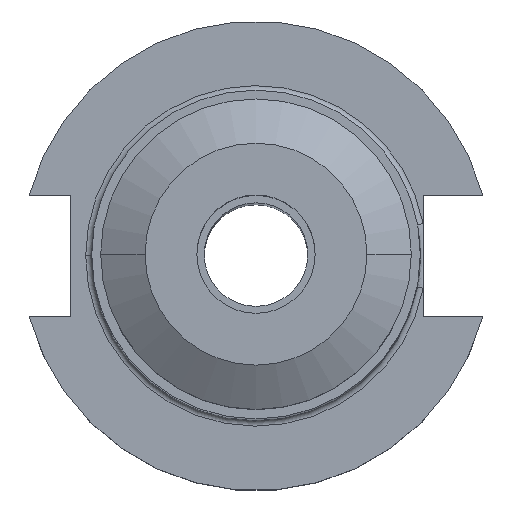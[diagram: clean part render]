
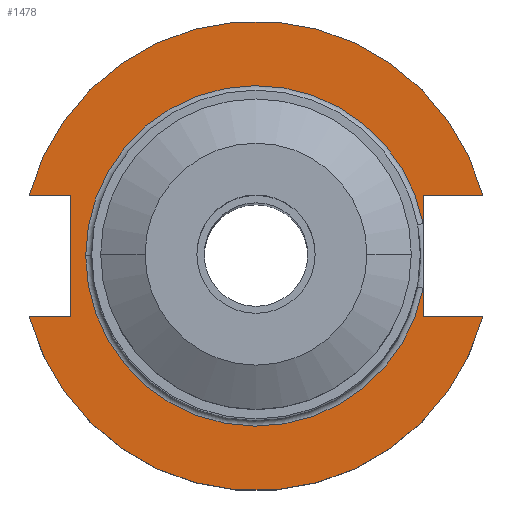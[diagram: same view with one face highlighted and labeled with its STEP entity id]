
A CAD part, top view. The second image highlights one B-rep face of the part: STEP entity #1478.
In plain terms, the highlighted planar face has unit normal (0, 0, 1).
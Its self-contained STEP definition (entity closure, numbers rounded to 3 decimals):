
#8 = CARTESIAN_POINT ( 'NONE',  ( 22.606, -4.373, 19.05 ) ) ;
#80 = CARTESIAN_POINT ( 'NONE',  ( 22.606, 22.225, 19.05 ) ) ;
#88 = EDGE_CURVE ( 'NONE', #1844, #1817, #1674, .T. ) ;
#89 = CARTESIAN_POINT ( 'NONE',  ( -25.091, -8.191, 19.05 ) ) ;
#97 = DIRECTION ( 'NONE',  ( 0., 1., 0. ) ) ;
#140 = CARTESIAN_POINT ( 'NONE',  ( 22.606, 8.191, 19.05 ) ) ;
#147 = LINE ( 'NONE', #80, #1152 ) ;
#178 = CARTESIAN_POINT ( 'NONE',  ( -23.025, 0., 19.05 ) ) ;
#206 = EDGE_CURVE ( 'NONE', #1115, #1817, #1493, .T. ) ;
#217 = DIRECTION ( 'NONE',  ( 1., 0., 0. ) ) ;
#243 = DIRECTION ( 'NONE',  ( -1., 0., 0. ) ) ;
#291 = EDGE_CURVE ( 'NONE', #1387, #1822, #147, .T. ) ;
#323 = FACE_OUTER_BOUND ( 'NONE', #785, .T. ) ;
#388 = VECTOR ( 'NONE', #1329, 1000. ) ;
#390 = ORIENTED_EDGE ( 'NONE', *, *, #88, .F. ) ;
#397 = DIRECTION ( 'NONE',  ( 0., 0., -1. ) ) ;
#400 = CARTESIAN_POINT ( 'NONE',  ( 0., -8.191, 19.05 ) ) ;
#478 = CARTESIAN_POINT ( 'NONE',  ( 22.606, 4.373, 19.05 ) ) ;
#508 = AXIS2_PLACEMENT_3D ( 'NONE', #532, #397, #1398 ) ;
#532 = CARTESIAN_POINT ( 'NONE',  ( 0., 0., 19.05 ) ) ;
#557 = VECTOR ( 'NONE', #1222, 1000. ) ;
#594 = DIRECTION ( 'NONE',  ( 1., 0., 0. ) ) ;
#608 = VERTEX_POINT ( 'NONE', #178 ) ;
#614 = LINE ( 'NONE', #400, #1368 ) ;
#623 = CARTESIAN_POINT ( 'NONE',  ( 0., 22.225, 19.05 ) ) ;
#626 = EDGE_CURVE ( 'NONE', #1634, #1279, #858, .T. ) ;
#633 = ORIENTED_EDGE ( 'NONE', *, *, #780, .T. ) ;
#679 = CIRCLE ( 'NONE', #508, 23.025 ) ;
#728 = CARTESIAN_POINT ( 'NONE',  ( -61.091, -8.191, 19.05 ) ) ;
#745 = EDGE_CURVE ( 'NONE', #1822, #608, #1847, .T. ) ;
#780 = EDGE_CURVE ( 'NONE', #1844, #790, #1542, .T. ) ;
#785 = EDGE_LOOP ( 'NONE', ( #1541, #1420, #1720, #1482, #390, #633, #1235, #1830, #1503, #889, #1330 ) ) ;
#790 = VERTEX_POINT ( 'NONE', #1242 ) ;
#806 = CARTESIAN_POINT ( 'NONE',  ( 22.606, -8.191, 19.05 ) ) ;
#808 = CARTESIAN_POINT ( 'NONE',  ( -30.675, -8.191, 19.05 ) ) ;
#816 = VERTEX_POINT ( 'NONE', #808 ) ;
#855 = EDGE_CURVE ( 'NONE', #608, #1115, #679, .T. ) ;
#858 = LINE ( 'NONE', #1372, #557 ) ;
#863 = LINE ( 'NONE', #728, #1158 ) ;
#867 = VERTEX_POINT ( 'NONE', #1523 ) ;
#889 = ORIENTED_EDGE ( 'NONE', *, *, #1110, .T. ) ;
#891 = AXIS2_PLACEMENT_3D ( 'NONE', #1196, #1025, #594 ) ;
#905 = CARTESIAN_POINT ( 'NONE',  ( 22.606, 22.225, 19.05 ) ) ;
#917 = DIRECTION ( 'NONE',  ( -1., 0., 0. ) ) ;
#978 = EDGE_CURVE ( 'NONE', #1387, #867, #614, .T. ) ;
#1025 = DIRECTION ( 'NONE',  ( 0., 0., 1. ) ) ;
#1029 = EDGE_CURVE ( 'NONE', #816, #1279, #863, .T. ) ;
#1048 = DIRECTION ( 'NONE',  ( 0., 1., 0. ) ) ;
#1086 = DIRECTION ( 'NONE',  ( 0., 0., 1. ) ) ;
#1110 = EDGE_CURVE ( 'NONE', #816, #867, #1530, .T. ) ;
#1115 = VERTEX_POINT ( 'NONE', #478 ) ;
#1149 = AXIS2_PLACEMENT_3D ( 'NONE', #1405, #1086, #1806 ) ;
#1152 = VECTOR ( 'NONE', #97, 1000. ) ;
#1158 = VECTOR ( 'NONE', #1303, 1000. ) ;
#1184 = AXIS2_PLACEMENT_3D ( 'NONE', #1391, #1536, #243 ) ;
#1196 = CARTESIAN_POINT ( 'NONE',  ( 0., 0., 19.05 ) ) ;
#1222 = DIRECTION ( 'NONE',  ( 0., -1., 0. ) ) ;
#1235 = ORIENTED_EDGE ( 'NONE', *, *, #1280, .T. ) ;
#1242 = CARTESIAN_POINT ( 'NONE',  ( -30.675, 8.191, 19.05 ) ) ;
#1279 = VERTEX_POINT ( 'NONE', #89 ) ;
#1280 = EDGE_CURVE ( 'NONE', #790, #1634, #1795, .T. ) ;
#1303 = DIRECTION ( 'NONE',  ( 1., 0., 0. ) ) ;
#1329 = DIRECTION ( 'NONE',  ( -1., 0., 0. ) ) ;
#1330 = ORIENTED_EDGE ( 'NONE', *, *, #978, .F. ) ;
#1368 = VECTOR ( 'NONE', #1552, 1000. ) ;
#1372 = CARTESIAN_POINT ( 'NONE',  ( -25.091, 8.191, 19.05 ) ) ;
#1387 = VERTEX_POINT ( 'NONE', #806 ) ;
#1391 = CARTESIAN_POINT ( 'NONE',  ( 0., 0., 19.05 ) ) ;
#1398 = DIRECTION ( 'NONE',  ( -1., 0., 0. ) ) ;
#1405 = CARTESIAN_POINT ( 'NONE',  ( 0., 0., 19.05 ) ) ;
#1417 = CARTESIAN_POINT ( 'NONE',  ( 30.675, 8.191, 19.05 ) ) ;
#1420 = ORIENTED_EDGE ( 'NONE', *, *, #745, .T. ) ;
#1421 = VECTOR ( 'NONE', #217, 1000. ) ;
#1478 = ADVANCED_FACE ( 'NONE', ( #323 ), #1487, .F. ) ;
#1482 = ORIENTED_EDGE ( 'NONE', *, *, #206, .T. ) ;
#1487 = PLANE ( 'NONE',  #1793 ) ;
#1493 = LINE ( 'NONE', #905, #1696 ) ;
#1503 = ORIENTED_EDGE ( 'NONE', *, *, #1029, .F. ) ;
#1512 = CARTESIAN_POINT ( 'NONE',  ( -61.091, 8.191, 19.05 ) ) ;
#1517 = CARTESIAN_POINT ( 'NONE',  ( -25.091, 8.191, 19.05 ) ) ;
#1523 = CARTESIAN_POINT ( 'NONE',  ( 30.675, -8.191, 19.05 ) ) ;
#1530 = CIRCLE ( 'NONE', #891, 31.75 ) ;
#1536 = DIRECTION ( 'NONE',  ( 0., 0., -1. ) ) ;
#1541 = ORIENTED_EDGE ( 'NONE', *, *, #291, .T. ) ;
#1542 = CIRCLE ( 'NONE', #1149, 31.75 ) ;
#1552 = DIRECTION ( 'NONE',  ( 1., 0., 0. ) ) ;
#1631 = DIRECTION ( 'NONE',  ( 0., 0., -1. ) ) ;
#1634 = VERTEX_POINT ( 'NONE', #1517 ) ;
#1674 = LINE ( 'NONE', #1740, #388 ) ;
#1696 = VECTOR ( 'NONE', #1048, 1000. ) ;
#1720 = ORIENTED_EDGE ( 'NONE', *, *, #855, .T. ) ;
#1740 = CARTESIAN_POINT ( 'NONE',  ( 0., 8.191, 19.05 ) ) ;
#1793 = AXIS2_PLACEMENT_3D ( 'NONE', #623, #1631, #917 ) ;
#1795 = LINE ( 'NONE', #1512, #1421 ) ;
#1806 = DIRECTION ( 'NONE',  ( 1., 0., 0. ) ) ;
#1817 = VERTEX_POINT ( 'NONE', #140 ) ;
#1822 = VERTEX_POINT ( 'NONE', #8 ) ;
#1830 = ORIENTED_EDGE ( 'NONE', *, *, #626, .T. ) ;
#1844 = VERTEX_POINT ( 'NONE', #1417 ) ;
#1847 = CIRCLE ( 'NONE', #1184, 23.025 ) ;
